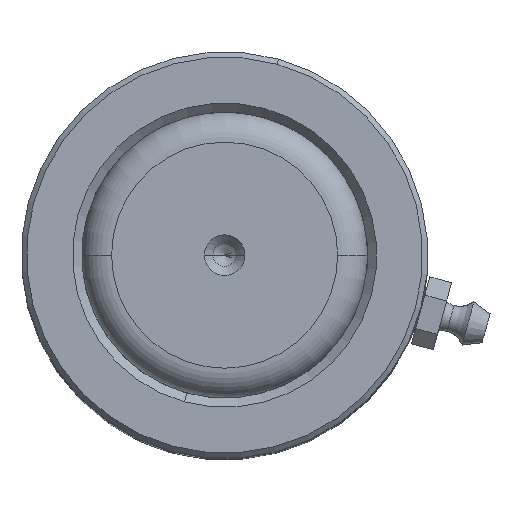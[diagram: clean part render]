
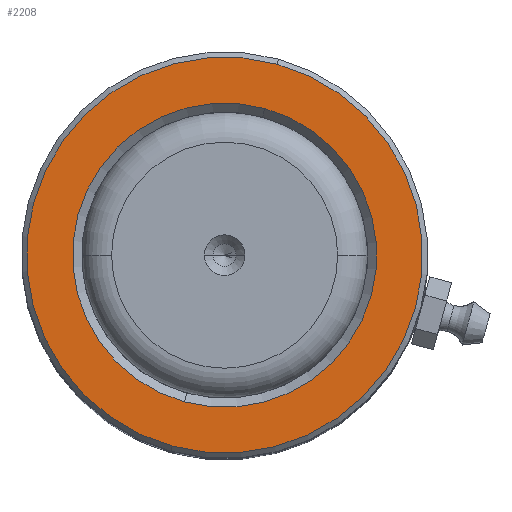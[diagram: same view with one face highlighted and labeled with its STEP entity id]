
A CAD part, top view. The second image highlights one B-rep face of the part: STEP entity #2208.
In plain terms, the highlighted planar face has unit normal (0, 0, 1).
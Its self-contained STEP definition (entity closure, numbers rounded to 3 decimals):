
#679 = EDGE_LOOP ( 'NONE', ( #2916, #4615 ) ) ;
#719 = EDGE_CURVE ( 'NONE', #3045, #2182, #1999, .T. ) ;
#754 = CARTESIAN_POINT ( 'NONE',  ( 20.2, 0., 120. ) ) ;
#1435 = FACE_BOUND ( 'NONE', #6114, .T. ) ;
#1589 = VERTEX_POINT ( 'NONE', #8964 ) ;
#1915 = AXIS2_PLACEMENT_3D ( 'NONE', #2888, #7900, #3605 ) ;
#1999 = CIRCLE ( 'NONE', #6034, 20.2 ) ;
#2113 = AXIS2_PLACEMENT_3D ( 'NONE', #8373, #7625, #2602 ) ;
#2182 = VERTEX_POINT ( 'NONE', #6972 ) ;
#2208 = ADVANCED_FACE ( 'NONE', ( #6040, #1435 ), #2630, .T. ) ;
#2602 = DIRECTION ( 'NONE',  ( 1., 0., 0. ) ) ;
#2630 = PLANE ( 'NONE',  #7118 ) ;
#2888 = CARTESIAN_POINT ( 'NONE',  ( 0., 0., 120. ) ) ;
#2916 = ORIENTED_EDGE ( 'NONE', *, *, #6420, .T. ) ;
#2994 = CIRCLE ( 'NONE', #8539, 26.3 ) ;
#3045 = VERTEX_POINT ( 'NONE', #754 ) ;
#3605 = DIRECTION ( 'NONE',  ( 1., 0., 0. ) ) ;
#3612 = EDGE_CURVE ( 'NONE', #1589, #7968, #8921, .T. ) ;
#4615 = ORIENTED_EDGE ( 'NONE', *, *, #3612, .T. ) ;
#4716 = DIRECTION ( 'NONE',  ( 1., 0., 0. ) ) ;
#6034 = AXIS2_PLACEMENT_3D ( 'NONE', #7906, #7162, #8659 ) ;
#6040 = FACE_OUTER_BOUND ( 'NONE', #679, .T. ) ;
#6114 = EDGE_LOOP ( 'NONE', ( #6630, #6436 ) ) ;
#6146 = CARTESIAN_POINT ( 'NONE',  ( 0., 0., 120. ) ) ;
#6255 = DIRECTION ( 'NONE',  ( 0., 0., 1. ) ) ;
#6420 = EDGE_CURVE ( 'NONE', #7968, #1589, #2994, .T. ) ;
#6436 = ORIENTED_EDGE ( 'NONE', *, *, #8929, .T. ) ;
#6630 = ORIENTED_EDGE ( 'NONE', *, *, #719, .T. ) ;
#6799 = CIRCLE ( 'NONE', #2113, 20.2 ) ;
#6972 = CARTESIAN_POINT ( 'NONE',  ( -20.2, 0., 120. ) ) ;
#7118 = AXIS2_PLACEMENT_3D ( 'NONE', #9086, #6255, #7632 ) ;
#7134 = CARTESIAN_POINT ( 'NONE',  ( -26.3, 0., 120. ) ) ;
#7162 = DIRECTION ( 'NONE',  ( 0., 0., -1. ) ) ;
#7625 = DIRECTION ( 'NONE',  ( 0., 0., -1. ) ) ;
#7632 = DIRECTION ( 'NONE',  ( 1., 0., 0. ) ) ;
#7900 = DIRECTION ( 'NONE',  ( 0., 0., 1. ) ) ;
#7906 = CARTESIAN_POINT ( 'NONE',  ( 0., 0., 120. ) ) ;
#7968 = VERTEX_POINT ( 'NONE', #7134 ) ;
#8373 = CARTESIAN_POINT ( 'NONE',  ( 0., 0., 120. ) ) ;
#8539 = AXIS2_PLACEMENT_3D ( 'NONE', #6146, #8894, #4716 ) ;
#8659 = DIRECTION ( 'NONE',  ( 1., 0., 0. ) ) ;
#8894 = DIRECTION ( 'NONE',  ( 0., 0., 1. ) ) ;
#8921 = CIRCLE ( 'NONE', #1915, 26.3 ) ;
#8929 = EDGE_CURVE ( 'NONE', #2182, #3045, #6799, .T. ) ;
#8964 = CARTESIAN_POINT ( 'NONE',  ( 26.3, 0., 120. ) ) ;
#9086 = CARTESIAN_POINT ( 'NONE',  ( 0., 0., 120. ) ) ;
